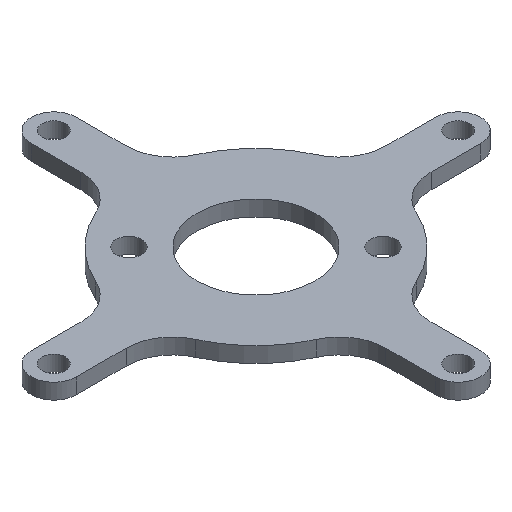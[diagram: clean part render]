
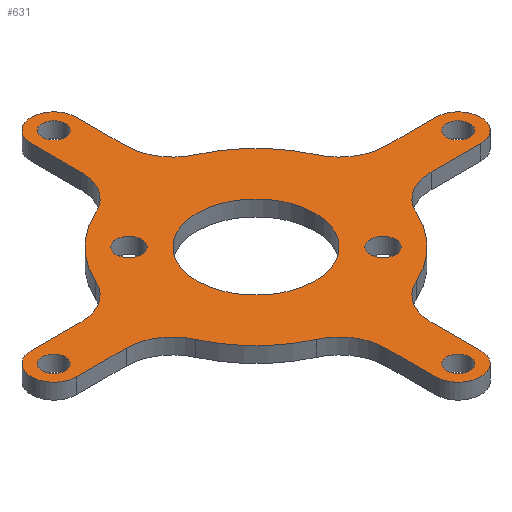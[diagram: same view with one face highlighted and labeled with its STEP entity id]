
A CAD part, isometric view. The second image highlights one B-rep face of the part: STEP entity #631.
In plain terms, the highlighted planar face has unit normal (0, 0, 1).
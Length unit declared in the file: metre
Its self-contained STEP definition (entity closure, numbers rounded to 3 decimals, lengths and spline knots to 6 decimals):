
#21=PLANE('',#723);
#22=CIRCLE('',#646,0.0195);
#24=CIRCLE('',#649,0.0075);
#26=CIRCLE('',#653,0.00365);
#28=CIRCLE('',#657,0.0075);
#30=CIRCLE('',#660,0.0195);
#32=CIRCLE('',#663,0.0075);
#34=CIRCLE('',#667,0.00365);
#36=CIRCLE('',#671,0.0075);
#38=CIRCLE('',#674,0.0195);
#40=CIRCLE('',#677,0.0075);
#42=CIRCLE('',#681,0.00365);
#44=CIRCLE('',#685,0.0075);
#46=CIRCLE('',#688,0.0195);
#48=CIRCLE('',#691,0.0075);
#59=CIRCLE('',#705,0.0021);
#60=CIRCLE('',#707,0.00365);
#61=CIRCLE('',#709,0.0075);
#62=CIRCLE('',#712,0.0019);
#63=CIRCLE('',#714,0.0019);
#64=CIRCLE('',#716,0.0019);
#65=CIRCLE('',#718,0.0019);
#66=CIRCLE('',#720,0.0095);
#67=CIRCLE('',#722,0.0021);
#209=ORIENTED_EDGE('',*,*,#314,.F.);
#210=ORIENTED_EDGE('',*,*,#317,.F.);
#211=ORIENTED_EDGE('',*,*,#241,.F.);
#212=ORIENTED_EDGE('',*,*,#245,.F.);
#213=ORIENTED_EDGE('',*,*,#247,.T.);
#214=ORIENTED_EDGE('',*,*,#251,.F.);
#215=ORIENTED_EDGE('',*,*,#254,.F.);
#216=ORIENTED_EDGE('',*,*,#257,.F.);
#217=ORIENTED_EDGE('',*,*,#260,.F.);
#218=ORIENTED_EDGE('',*,*,#263,.F.);
#219=ORIENTED_EDGE('',*,*,#266,.F.);
#220=ORIENTED_EDGE('',*,*,#268,.T.);
#221=ORIENTED_EDGE('',*,*,#271,.T.);
#222=ORIENTED_EDGE('',*,*,#275,.F.);
#223=ORIENTED_EDGE('',*,*,#277,.T.);
#224=ORIENTED_EDGE('',*,*,#281,.F.);
#225=ORIENTED_EDGE('',*,*,#283,.T.);
#226=ORIENTED_EDGE('',*,*,#286,.T.);
#227=ORIENTED_EDGE('',*,*,#289,.T.);
#228=ORIENTED_EDGE('',*,*,#293,.F.);
#229=ORIENTED_EDGE('',*,*,#296,.F.);
#230=ORIENTED_EDGE('',*,*,#299,.F.);
#231=ORIENTED_EDGE('',*,*,#301,.T.);
#232=ORIENTED_EDGE('',*,*,#316,.F.);
#233=ORIENTED_EDGE('',*,*,#319,.F.);
#234=ORIENTED_EDGE('',*,*,#320,.F.);
#235=ORIENTED_EDGE('',*,*,#321,.F.);
#236=ORIENTED_EDGE('',*,*,#322,.F.);
#237=ORIENTED_EDGE('',*,*,#323,.F.);
#238=ORIENTED_EDGE('',*,*,#324,.F.);
#239=ORIENTED_EDGE('',*,*,#325,.F.);
#241=EDGE_CURVE('',#326,#328,#22,.F.);
#245=EDGE_CURVE('',#330,#326,#24,.T.);
#247=EDGE_CURVE('',#330,#332,#391,.T.);
#251=EDGE_CURVE('',#334,#332,#26,.F.);
#254=EDGE_CURVE('',#336,#334,#396,.T.);
#257=EDGE_CURVE('',#338,#336,#28,.T.);
#260=EDGE_CURVE('',#340,#338,#30,.F.);
#263=EDGE_CURVE('',#342,#340,#32,.T.);
#266=EDGE_CURVE('',#344,#342,#402,.T.);
#268=EDGE_CURVE('',#344,#346,#34,.T.);
#271=EDGE_CURVE('',#346,#348,#405,.T.);
#275=EDGE_CURVE('',#350,#348,#36,.T.);
#277=EDGE_CURVE('',#350,#352,#38,.T.);
#281=EDGE_CURVE('',#354,#352,#40,.T.);
#283=EDGE_CURVE('',#354,#356,#411,.T.);
#286=EDGE_CURVE('',#356,#358,#42,.T.);
#289=EDGE_CURVE('',#358,#360,#415,.T.);
#293=EDGE_CURVE('',#362,#360,#44,.T.);
#296=EDGE_CURVE('',#364,#362,#46,.F.);
#299=EDGE_CURVE('',#366,#364,#48,.T.);
#301=EDGE_CURVE('',#366,#368,#421,.T.);
#314=EDGE_CURVE('',#379,#379,#59,.T.);
#316=EDGE_CURVE('',#380,#368,#60,.F.);
#317=EDGE_CURVE('',#328,#381,#61,.T.);
#319=EDGE_CURVE('',#381,#380,#427,.T.);
#320=EDGE_CURVE('',#382,#382,#62,.T.);
#321=EDGE_CURVE('',#383,#383,#63,.T.);
#322=EDGE_CURVE('',#384,#384,#64,.T.);
#323=EDGE_CURVE('',#385,#385,#65,.T.);
#324=EDGE_CURVE('',#386,#386,#66,.T.);
#325=EDGE_CURVE('',#387,#387,#67,.T.);
#326=VERTEX_POINT('',#927);
#328=VERTEX_POINT('',#930);
#330=VERTEX_POINT('',#936);
#332=VERTEX_POINT('',#942);
#334=VERTEX_POINT('',#948);
#336=VERTEX_POINT('',#954);
#338=VERTEX_POINT('',#960);
#340=VERTEX_POINT('',#966);
#342=VERTEX_POINT('',#972);
#344=VERTEX_POINT('',#978);
#346=VERTEX_POINT('',#984);
#348=VERTEX_POINT('',#990);
#350=VERTEX_POINT('',#996);
#352=VERTEX_POINT('',#1002);
#354=VERTEX_POINT('',#1008);
#356=VERTEX_POINT('',#1014);
#358=VERTEX_POINT('',#1020);
#360=VERTEX_POINT('',#1026);
#362=VERTEX_POINT('',#1032);
#364=VERTEX_POINT('',#1038);
#366=VERTEX_POINT('',#1044);
#368=VERTEX_POINT('',#1050);
#379=VERTEX_POINT('',#1076);
#380=VERTEX_POINT('',#1079);
#381=VERTEX_POINT('',#1083);
#382=VERTEX_POINT('',#1089);
#383=VERTEX_POINT('',#1092);
#384=VERTEX_POINT('',#1095);
#385=VERTEX_POINT('',#1098);
#386=VERTEX_POINT('',#1101);
#387=VERTEX_POINT('',#1104);
#391=LINE('',#941,#431);
#396=LINE('',#956,#436);
#402=LINE('',#980,#442);
#405=LINE('',#989,#445);
#411=LINE('',#1013,#451);
#415=LINE('',#1025,#455);
#421=LINE('',#1049,#461);
#427=LINE('',#1086,#467);
#431=VECTOR('',#743,1.);
#436=VECTOR('',#756,1.);
#442=VECTOR('',#782,1.);
#445=VECTOR('',#793,1.);
#451=VECTOR('',#819,1.);
#455=VECTOR('',#831,1.);
#461=VECTOR('',#857,1.);
#467=VECTOR('',#897,1.);
#514=EDGE_LOOP('',(#209));
#515=EDGE_LOOP('',(#210,#211,#212,#213,#214,#215,#216,#217,#218,#219,#220,
#221,#222,#223,#224,#225,#226,#227,#228,#229,#230,#231,#232,#233));
#516=EDGE_LOOP('',(#234));
#517=EDGE_LOOP('',(#235));
#518=EDGE_LOOP('',(#236));
#519=EDGE_LOOP('',(#237));
#520=EDGE_LOOP('',(#238));
#521=EDGE_LOOP('',(#239));
#568=FACE_BOUND('',#514,.T.);
#569=FACE_BOUND('',#515,.T.);
#570=FACE_BOUND('',#516,.T.);
#571=FACE_BOUND('',#517,.T.);
#572=FACE_BOUND('',#518,.T.);
#573=FACE_BOUND('',#519,.T.);
#574=FACE_BOUND('',#520,.T.);
#575=FACE_BOUND('',#521,.T.);
#631=ADVANCED_FACE('',(#568,#569,#570,#571,#572,#573,#574,#575),#21,.T.);
#646=AXIS2_PLACEMENT_3D('',#929,#729,#730);
#649=AXIS2_PLACEMENT_3D('',#938,#737,#738);
#653=AXIS2_PLACEMENT_3D('',#950,#749,#750);
#657=AXIS2_PLACEMENT_3D('',#962,#761,#762);
#660=AXIS2_PLACEMENT_3D('',#968,#768,#769);
#663=AXIS2_PLACEMENT_3D('',#974,#775,#776);
#667=AXIS2_PLACEMENT_3D('',#983,#786,#787);
#671=AXIS2_PLACEMENT_3D('',#998,#799,#800);
#674=AXIS2_PLACEMENT_3D('',#1001,#805,#806);
#677=AXIS2_PLACEMENT_3D('',#1010,#813,#814);
#681=AXIS2_PLACEMENT_3D('',#1019,#824,#825);
#685=AXIS2_PLACEMENT_3D('',#1034,#837,#838);
#688=AXIS2_PLACEMENT_3D('',#1040,#844,#845);
#691=AXIS2_PLACEMENT_3D('',#1046,#851,#852);
#705=AXIS2_PLACEMENT_3D('',#1075,#883,#884);
#707=AXIS2_PLACEMENT_3D('',#1080,#888,#889);
#709=AXIS2_PLACEMENT_3D('',#1082,#892,#893);
#712=AXIS2_PLACEMENT_3D('',#1088,#900,#901);
#714=AXIS2_PLACEMENT_3D('',#1091,#904,#905);
#716=AXIS2_PLACEMENT_3D('',#1094,#908,#909);
#718=AXIS2_PLACEMENT_3D('',#1097,#912,#913);
#720=AXIS2_PLACEMENT_3D('',#1100,#916,#917);
#722=AXIS2_PLACEMENT_3D('',#1103,#920,#921);
#723=AXIS2_PLACEMENT_3D('',#1105,#922,#923);
#729=DIRECTION('',(0.,0.,1.));
#730=DIRECTION('',(1.,0.,0.));
#737=DIRECTION('',(0.,0.,1.));
#738=DIRECTION('',(1.,0.,0.));
#743=DIRECTION('',(0.,1.,0.));
#749=DIRECTION('',(0.,0.,1.));
#750=DIRECTION('',(1.,0.,0.));
#756=DIRECTION('',(0.,1.,0.));
#761=DIRECTION('',(0.,0.,1.));
#762=DIRECTION('',(1.,0.,0.));
#768=DIRECTION('',(0.,0.,1.));
#769=DIRECTION('',(1.,0.,0.));
#775=DIRECTION('',(0.,0.,1.));
#776=DIRECTION('',(1.,0.,0.));
#782=DIRECTION('',(1.,0.,0.));
#786=DIRECTION('',(0.,0.,1.));
#787=DIRECTION('',(1.,0.,0.));
#793=DIRECTION('',(1.,0.,0.));
#799=DIRECTION('',(0.,0.,1.));
#800=DIRECTION('',(1.,0.,0.));
#805=DIRECTION('',(0.,0.,1.));
#806=DIRECTION('',(1.,0.,0.));
#813=DIRECTION('',(0.,0.,1.));
#814=DIRECTION('',(1.,0.,0.));
#819=DIRECTION('',(0.,-1.,0.));
#824=DIRECTION('',(0.,0.,1.));
#825=DIRECTION('',(1.,0.,0.));
#831=DIRECTION('',(0.,1.,0.));
#837=DIRECTION('',(0.,0.,1.));
#838=DIRECTION('',(1.,0.,0.));
#844=DIRECTION('',(0.,0.,1.));
#845=DIRECTION('',(1.,0.,0.));
#851=DIRECTION('',(0.,0.,1.));
#852=DIRECTION('',(1.,0.,0.));
#857=DIRECTION('',(1.,0.,0.));
#883=DIRECTION('',(0.,0.,1.));
#884=DIRECTION('',(1.,0.,0.));
#888=DIRECTION('',(0.,0.,1.));
#889=DIRECTION('',(1.,0.,0.));
#892=DIRECTION('',(0.,0.,1.));
#893=DIRECTION('',(1.,0.,0.));
#897=DIRECTION('',(1.,0.,0.));
#900=DIRECTION('',(0.,0.,1.));
#901=DIRECTION('',(1.,0.,0.));
#904=DIRECTION('',(0.,0.,1.));
#905=DIRECTION('',(1.,0.,0.));
#908=DIRECTION('',(0.,0.,1.));
#909=DIRECTION('',(1.,0.,0.));
#912=DIRECTION('',(0.,0.,1.));
#913=DIRECTION('',(1.,0.,0.));
#916=DIRECTION('',(0.,0.,1.));
#917=DIRECTION('',(1.,0.,0.));
#920=DIRECTION('',(0.,0.,1.));
#921=DIRECTION('',(1.,0.,0.));
#922=DIRECTION('',(0.,0.,1.));
#923=DIRECTION('',(1.,0.,0.));
#927=CARTESIAN_POINT('',(0.008053,0.01776,0.0868));
#929=CARTESIAN_POINT('',(0.,0.,0.0868));
#930=CARTESIAN_POINT('',(0.01776,0.008053,0.0868));
#936=CARTESIAN_POINT('',(0.00365,0.02459,0.0868));
#938=CARTESIAN_POINT('',(0.01115,0.02459,0.0868));
#941=CARTESIAN_POINT('',(0.00365,0.028595,0.0868));
#942=CARTESIAN_POINT('',(0.00365,0.0326,0.0868));
#948=CARTESIAN_POINT('',(-0.00365,0.0326,0.0868));
#950=CARTESIAN_POINT('',(0.,0.0326,0.0868));
#954=CARTESIAN_POINT('',(-0.00365,0.02459,0.0868));
#956=CARTESIAN_POINT('',(-0.00365,0.028595,0.0868));
#960=CARTESIAN_POINT('',(-0.008053,0.01776,0.0868));
#962=CARTESIAN_POINT('',(-0.01115,0.02459,0.0868));
#966=CARTESIAN_POINT('',(-0.01776,0.008053,0.0868));
#968=CARTESIAN_POINT('',(0.,0.,0.0868));
#972=CARTESIAN_POINT('',(-0.02459,0.00365,0.0868));
#974=CARTESIAN_POINT('',(-0.02459,0.01115,0.0868));
#978=CARTESIAN_POINT('',(-0.0326,0.00365,0.0868));
#980=CARTESIAN_POINT('',(-0.028595,0.00365,0.0868));
#983=CARTESIAN_POINT('',(-0.0326,0.,0.0868));
#984=CARTESIAN_POINT('',(-0.0326,-0.00365,0.0868));
#989=CARTESIAN_POINT('',(-0.028595,-0.00365,0.0868));
#990=CARTESIAN_POINT('',(-0.02459,-0.00365,0.0868));
#996=CARTESIAN_POINT('',(-0.01776,-0.008053,0.0868));
#998=CARTESIAN_POINT('',(-0.02459,-0.01115,0.0868));
#1001=CARTESIAN_POINT('',(0.,0.,0.0868));
#1002=CARTESIAN_POINT('',(-0.008053,-0.01776,0.0868));
#1008=CARTESIAN_POINT('',(-0.00365,-0.02459,0.0868));
#1010=CARTESIAN_POINT('',(-0.01115,-0.02459,0.0868));
#1013=CARTESIAN_POINT('',(-0.00365,-0.028595,0.0868));
#1014=CARTESIAN_POINT('',(-0.00365,-0.0326,0.0868));
#1019=CARTESIAN_POINT('',(0.,-0.0326,0.0868));
#1020=CARTESIAN_POINT('',(0.00365,-0.0326,0.0868));
#1025=CARTESIAN_POINT('',(0.00365,-0.028595,0.0868));
#1026=CARTESIAN_POINT('',(0.00365,-0.02459,0.0868));
#1032=CARTESIAN_POINT('',(0.008053,-0.01776,0.0868));
#1034=CARTESIAN_POINT('',(0.01115,-0.02459,0.0868));
#1038=CARTESIAN_POINT('',(0.01776,-0.008053,0.0868));
#1040=CARTESIAN_POINT('',(0.,0.,0.0868));
#1044=CARTESIAN_POINT('',(0.02459,-0.00365,0.0868));
#1046=CARTESIAN_POINT('',(0.02459,-0.01115,0.0868));
#1049=CARTESIAN_POINT('',(0.028595,-0.00365,0.0868));
#1050=CARTESIAN_POINT('',(0.0326,-0.00365,0.0868));
#1075=CARTESIAN_POINT('',(-0.010253,0.010253,0.0868));
#1076=CARTESIAN_POINT('',(-0.008153,0.010253,0.0868));
#1079=CARTESIAN_POINT('',(0.0326,0.00365,0.0868));
#1080=CARTESIAN_POINT('',(0.0326,0.,0.0868));
#1082=CARTESIAN_POINT('',(0.02459,0.01115,0.0868));
#1083=CARTESIAN_POINT('',(0.02459,0.00365,0.0868));
#1086=CARTESIAN_POINT('',(0.028595,0.00365,0.0868));
#1088=CARTESIAN_POINT('',(0.0326,0.,0.0868));
#1089=CARTESIAN_POINT('',(0.0345,0.,0.0868));
#1091=CARTESIAN_POINT('',(0.,0.0326,0.0868));
#1092=CARTESIAN_POINT('',(0.0019,0.0326,0.0868));
#1094=CARTESIAN_POINT('',(0.,-0.0326,0.0868));
#1095=CARTESIAN_POINT('',(0.0019,-0.0326,0.0868));
#1097=CARTESIAN_POINT('',(-0.0326,0.,0.0868));
#1098=CARTESIAN_POINT('',(-0.0307,0.,0.0868));
#1100=CARTESIAN_POINT('',(0.,0.,0.0868));
#1101=CARTESIAN_POINT('',(0.0095,0.,0.0868));
#1103=CARTESIAN_POINT('',(0.010253,-0.010253,0.0868));
#1104=CARTESIAN_POINT('',(0.012353,-0.010253,0.0868));
#1105=CARTESIAN_POINT('',(0.,0.,0.0868));
